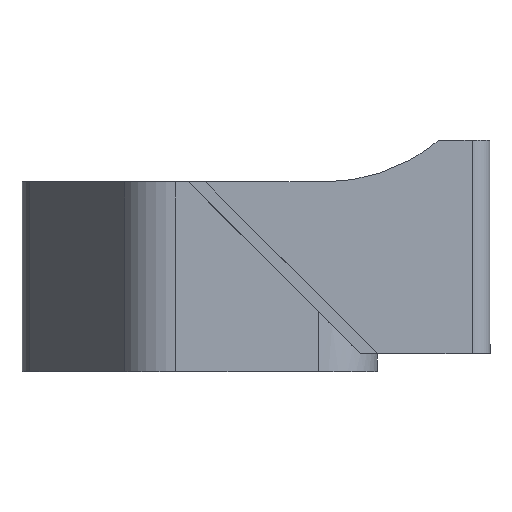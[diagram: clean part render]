
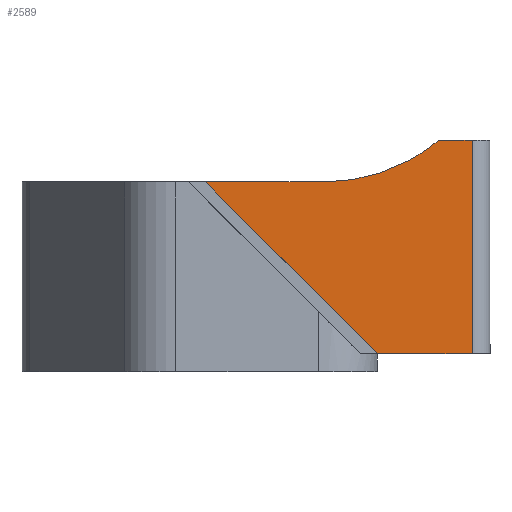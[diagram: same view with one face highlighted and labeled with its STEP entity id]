
A CAD part, front view. The second image highlights one B-rep face of the part: STEP entity #2589.
In plain terms, the highlighted planar face has unit normal (0, -1, 0).
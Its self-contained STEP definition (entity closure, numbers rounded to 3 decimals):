
#80 = CIRCLE ( 'NONE', #2097, 15. ) ;
#143 = FACE_OUTER_BOUND ( 'NONE', #1951, .T. ) ;
#163 = ORIENTED_EDGE ( 'NONE', *, *, #2120, .F. ) ;
#192 = VERTEX_POINT ( 'NONE', #1590 ) ;
#257 = CARTESIAN_POINT ( 'NONE',  ( 10.788, -12.5, 18. ) ) ;
#266 = EDGE_CURVE ( 'NONE', #1179, #1434, #2928, .T. ) ;
#274 = DIRECTION ( 'NONE',  ( 0., 1., 0. ) ) ;
#329 = VECTOR ( 'NONE', #652, 1000. ) ;
#430 = VERTEX_POINT ( 'NONE', #1017 ) ;
#431 = VECTOR ( 'NONE', #2221, 1000. ) ;
#456 = EDGE_CURVE ( 'NONE', #464, #192, #1241, .T. ) ;
#464 = VERTEX_POINT ( 'NONE', #2611 ) ;
#580 = LINE ( 'NONE', #1536, #1897 ) ;
#587 = CARTESIAN_POINT ( 'NONE',  ( 13.657, -12.5, 18. ) ) ;
#652 = DIRECTION ( 'NONE',  ( -1., 0., 0. ) ) ;
#676 = CARTESIAN_POINT ( 'NONE',  ( 15.157, -12.5, 18. ) ) ;
#697 = ORIENTED_EDGE ( 'NONE', *, *, #266, .T. ) ;
#790 = CARTESIAN_POINT ( 'NONE',  ( 15.157, -12.5, 18. ) ) ;
#842 = DIRECTION ( 'NONE',  ( 0., 0., 1. ) ) ;
#926 = CARTESIAN_POINT ( 'NONE',  ( 1.157, -12.5, 29.5 ) ) ;
#954 = VERTEX_POINT ( 'NONE', #2235 ) ;
#1017 = CARTESIAN_POINT ( 'NONE',  ( 8.15, -12.5, 16.23 ) ) ;
#1019 = DIRECTION ( 'NONE',  ( 1., 0., 0. ) ) ;
#1139 = LINE ( 'NONE', #3006, #2725 ) ;
#1179 = VERTEX_POINT ( 'NONE', #1937 ) ;
#1188 = ORIENTED_EDGE ( 'NONE', *, *, #1838, .F. ) ;
#1216 = EDGE_CURVE ( 'NONE', #954, #1484, #580, .T. ) ;
#1241 = LINE ( 'NONE', #2385, #2902 ) ;
#1246 = DIRECTION ( 'NONE',  ( 0., 1., 0. ) ) ;
#1279 = LINE ( 'NONE', #1690, #431 ) ;
#1388 = CARTESIAN_POINT ( 'NONE',  ( 13.657, -12.5, 18. ) ) ;
#1434 = VERTEX_POINT ( 'NONE', #1388 ) ;
#1484 = VERTEX_POINT ( 'NONE', #2543 ) ;
#1524 = DIRECTION ( 'NONE',  ( 0.707, 0., 0.707 ) ) ;
#1536 = CARTESIAN_POINT ( 'NONE',  ( 18.155, -12.5, 12.502 ) ) ;
#1590 = CARTESIAN_POINT ( 'NONE',  ( 1.157, -12.5, 14.5 ) ) ;
#1606 = VECTOR ( 'NONE', #1019, 1000. ) ;
#1636 = DIRECTION ( 'NONE',  ( -1., 0., 0. ) ) ;
#1662 = ORIENTED_EDGE ( 'NONE', *, *, #2534, .T. ) ;
#1690 = CARTESIAN_POINT ( 'NONE',  ( 5.655, -12.5, 0.002 ) ) ;
#1757 = ORIENTED_EDGE ( 'NONE', *, *, #456, .F. ) ;
#1806 = ORIENTED_EDGE ( 'NONE', *, *, #2809, .T. ) ;
#1814 = AXIS2_PLACEMENT_3D ( 'NONE', #790, #1246, #2454 ) ;
#1838 = EDGE_CURVE ( 'NONE', #192, #430, #2003, .T. ) ;
#1865 = DIRECTION ( 'NONE',  ( 0., 0., -1. ) ) ;
#1884 = VERTEX_POINT ( 'NONE', #2118 ) ;
#1897 = VECTOR ( 'NONE', #1524, 1000. ) ;
#1937 = CARTESIAN_POINT ( 'NONE',  ( 13.657, -12.5, 0. ) ) ;
#1951 = EDGE_LOOP ( 'NONE', ( #2899, #697, #1806, #2423, #1662, #2847, #1188, #1757, #163, #2032 ) ) ;
#2003 = CIRCLE ( 'NONE', #2371, 15. ) ;
#2032 = ORIENTED_EDGE ( 'NONE', *, *, #1216, .F. ) ;
#2045 = EDGE_CURVE ( 'NONE', #430, #2804, #2667, .T. ) ;
#2047 = CARTESIAN_POINT ( 'NONE',  ( 15.157, -12.5, 0. ) ) ;
#2097 = AXIS2_PLACEMENT_3D ( 'NONE', #2597, #274, #2584 ) ;
#2118 = CARTESIAN_POINT ( 'NONE',  ( 8.157, -12.5, 16.234 ) ) ;
#2120 = EDGE_CURVE ( 'NONE', #1484, #464, #1279, .T. ) ;
#2149 = CARTESIAN_POINT ( 'NONE',  ( 8.15, -12.5, 16.23 ) ) ;
#2221 = DIRECTION ( 'NONE',  ( -0.707, 0., 0.707 ) ) ;
#2235 = CARTESIAN_POINT ( 'NONE',  ( 5.654, -12.5, 0. ) ) ;
#2291 = DIRECTION ( 'NONE',  ( -1., 0., 0. ) ) ;
#2301 = LINE ( 'NONE', #676, #2524 ) ;
#2329 = EDGE_CURVE ( 'NONE', #1179, #954, #2748, .T. ) ;
#2371 = AXIS2_PLACEMENT_3D ( 'NONE', #926, #2572, #1636 ) ;
#2385 = CARTESIAN_POINT ( 'NONE',  ( 1.157, -12.5, 14.5 ) ) ;
#2413 = DIRECTION ( 'NONE',  ( 1., 0., 0. ) ) ;
#2423 = ORIENTED_EDGE ( 'NONE', *, *, #2911, .T. ) ;
#2454 = DIRECTION ( 'NONE',  ( 0., 0., 1. ) ) ;
#2524 = VECTOR ( 'NONE', #2291, 1000. ) ;
#2534 = EDGE_CURVE ( 'NONE', #1884, #2804, #1139, .T. ) ;
#2543 = CARTESIAN_POINT ( 'NONE',  ( 5.655, -12.5, 0.002 ) ) ;
#2572 = DIRECTION ( 'NONE',  ( 0., -1., 0. ) ) ;
#2584 = DIRECTION ( 'NONE',  ( -1., 0., 0. ) ) ;
#2589 = ADVANCED_FACE ( 'NONE', ( #143 ), #2930, .F. ) ;
#2597 = CARTESIAN_POINT ( 'NONE',  ( 1.157, -12.5, 29.5 ) ) ;
#2611 = CARTESIAN_POINT ( 'NONE',  ( -8.843, -12.5, 14.5 ) ) ;
#2667 = LINE ( 'NONE', #2149, #1606 ) ;
#2725 = VECTOR ( 'NONE', #1865, 1000. ) ;
#2743 = CARTESIAN_POINT ( 'NONE',  ( 8.157, -12.5, 16.23 ) ) ;
#2748 = LINE ( 'NONE', #2047, #329 ) ;
#2804 = VERTEX_POINT ( 'NONE', #2743 ) ;
#2809 = EDGE_CURVE ( 'NONE', #1434, #2936, #2301, .T. ) ;
#2847 = ORIENTED_EDGE ( 'NONE', *, *, #2045, .F. ) ;
#2899 = ORIENTED_EDGE ( 'NONE', *, *, #2329, .F. ) ;
#2902 = VECTOR ( 'NONE', #2413, 1000. ) ;
#2911 = EDGE_CURVE ( 'NONE', #2936, #1884, #80, .T. ) ;
#2928 = LINE ( 'NONE', #587, #2954 ) ;
#2930 = PLANE ( 'NONE',  #1814 ) ;
#2936 = VERTEX_POINT ( 'NONE', #257 ) ;
#2954 = VECTOR ( 'NONE', #842, 1000. ) ;
#3006 = CARTESIAN_POINT ( 'NONE',  ( 8.157, -12.5, 3. ) ) ;
